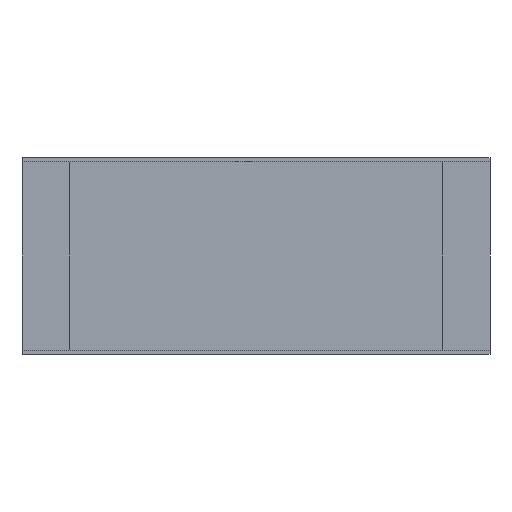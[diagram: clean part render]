
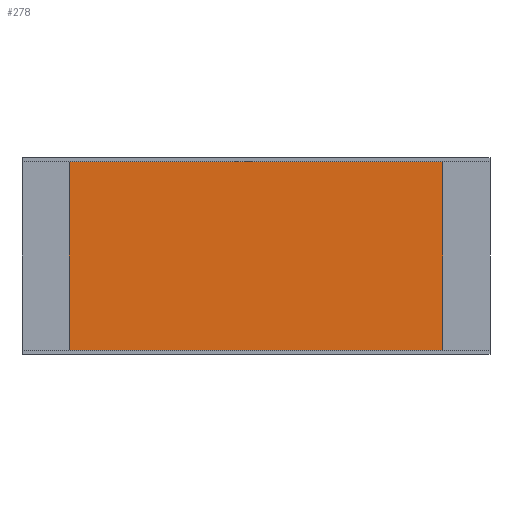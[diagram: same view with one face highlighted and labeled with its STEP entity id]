
A CAD part, front view. The second image highlights one B-rep face of the part: STEP entity #278.
In plain terms, the highlighted planar face has unit normal (0, -1, 0).
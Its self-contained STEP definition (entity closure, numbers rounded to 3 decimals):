
#28 = EDGE_CURVE ( 'NONE', #407, #402, #501, .T. ) ;
#41 = VECTOR ( 'NONE', #420, 1000. ) ;
#48 = EDGE_LOOP ( 'NONE', ( #253, #201, #573, #585 ) ) ;
#58 = EDGE_CURVE ( 'NONE', #407, #516, #356, .T. ) ;
#200 = VECTOR ( 'NONE', #385, 1000. ) ;
#201 = ORIENTED_EDGE ( 'NONE', *, *, #28, .F. ) ;
#253 = ORIENTED_EDGE ( 'NONE', *, *, #383, .F. ) ;
#259 = CARTESIAN_POINT ( 'NONE',  ( -108.5, 20.8, -54.7 ) ) ;
#261 = CARTESIAN_POINT ( 'NONE',  ( -108.5, 20.8, 54.7 ) ) ;
#278 = ADVANCED_FACE ( 'NONE', ( #565 ), #509, .T. ) ;
#283 = AXIS2_PLACEMENT_3D ( 'NONE', #508, #504, #502 ) ;
#356 = LINE ( 'NONE', #367, #200 ) ;
#367 = CARTESIAN_POINT ( 'NONE',  ( -111., 20.8, 54.7 ) ) ;
#383 = EDGE_CURVE ( 'NONE', #402, #518, #435, .T. ) ;
#385 = DIRECTION ( 'NONE',  ( -1., 0., 0. ) ) ;
#386 = EDGE_CURVE ( 'NONE', #516, #518, #427, .T. ) ;
#396 = CARTESIAN_POINT ( 'NONE',  ( 108.5, 20.8, 57.2 ) ) ;
#401 = DIRECTION ( 'NONE',  ( 0., 0., -1. ) ) ;
#402 = VERTEX_POINT ( 'NONE', #417 ) ;
#406 = CARTESIAN_POINT ( 'NONE',  ( 108.5, 20.8, 54.7 ) ) ;
#407 = VERTEX_POINT ( 'NONE', #406 ) ;
#416 = VECTOR ( 'NONE', #426, 1000. ) ;
#417 = CARTESIAN_POINT ( 'NONE',  ( 108.5, 20.8, -54.7 ) ) ;
#420 = DIRECTION ( 'NONE',  ( 0., 0., -1. ) ) ;
#423 = CARTESIAN_POINT ( 'NONE',  ( -108.5, 20.8, 57.2 ) ) ;
#426 = DIRECTION ( 'NONE',  ( -1., 0., 0. ) ) ;
#427 = LINE ( 'NONE', #423, #41 ) ;
#433 = CARTESIAN_POINT ( 'NONE',  ( -111., 20.8, -54.7 ) ) ;
#435 = LINE ( 'NONE', #433, #416 ) ;
#457 = VECTOR ( 'NONE', #401, 1000. ) ;
#501 = LINE ( 'NONE', #396, #457 ) ;
#502 = DIRECTION ( 'NONE',  ( 0., 0., -1. ) ) ;
#504 = DIRECTION ( 'NONE',  ( 0., -1., 0. ) ) ;
#508 = CARTESIAN_POINT ( 'NONE',  ( -111., 20.8, 57.2 ) ) ;
#509 = PLANE ( 'NONE',  #283 ) ;
#516 = VERTEX_POINT ( 'NONE', #261 ) ;
#518 = VERTEX_POINT ( 'NONE', #259 ) ;
#565 = FACE_OUTER_BOUND ( 'NONE', #48, .T. ) ;
#573 = ORIENTED_EDGE ( 'NONE', *, *, #58, .T. ) ;
#585 = ORIENTED_EDGE ( 'NONE', *, *, #386, .T. ) ;
